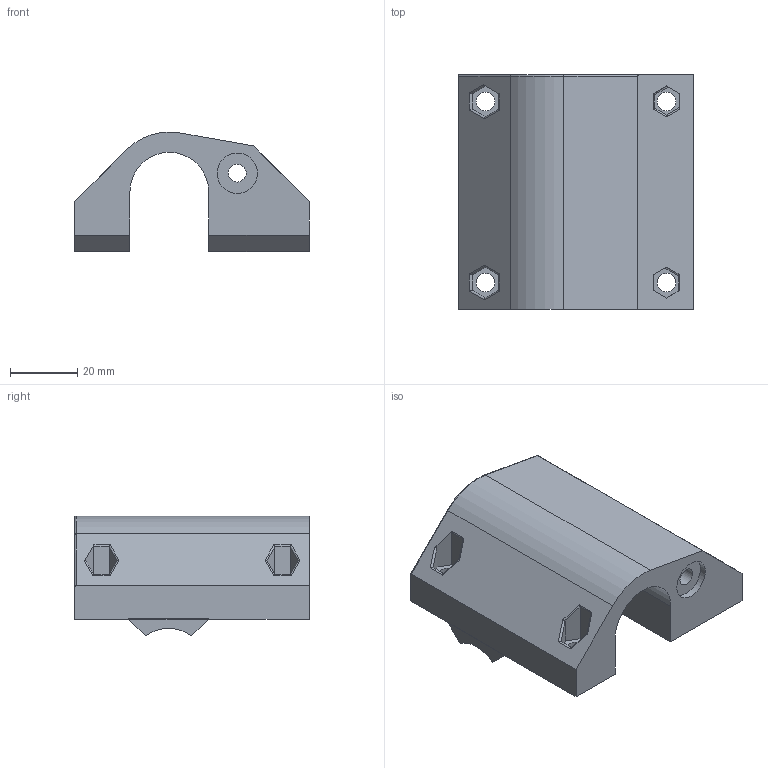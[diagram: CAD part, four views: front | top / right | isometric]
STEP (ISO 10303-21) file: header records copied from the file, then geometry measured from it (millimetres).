
FILE_DESCRIPTION(('FreeCAD Model'),'2;1');
FILE_NAME('Open CASCADE Shape Model','2022-02-13T15:05:46',('Author'),( ''),'Open CASCADE STEP processor 7.5','FreeCAD','Unknown');
FILE_SCHEMA(('AUTOMOTIVE_DESIGN { 1 0 10303 214 1 1 1 1 }'));
Length unit declared in the file: millimetre
Products named in the file (1): NEL Corner Top Mirrored
Bounding box: 70 x 70 x 35.78 mm (x, y, z)
Volume: 70498.1 mm3; surface area: 22395.2 mm2
Topology: 1 solids, 1 shells, 97 faces, 255 edges, 162 vertices
Faces by surface type: plane 56, cylinder 36, sphere 4, torus 1
Full cylindrical faces by diameter (mm): 5.3 x1, 5.5 x4, 12 x1
Entity records: 6674 total; most frequent: CARTESIAN_POINT 1615, DIRECTION 943, LINE 586, VECTOR 586, ORIENTED_EDGE 502, PCURVE 502, DEFINITIONAL_REPRESENTATION 502, EDGE_CURVE 251
